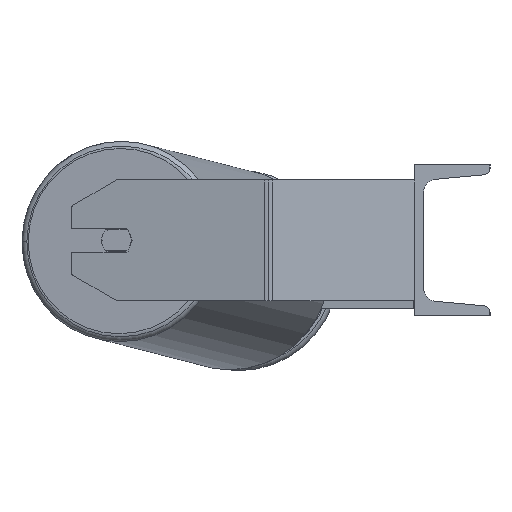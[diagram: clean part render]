
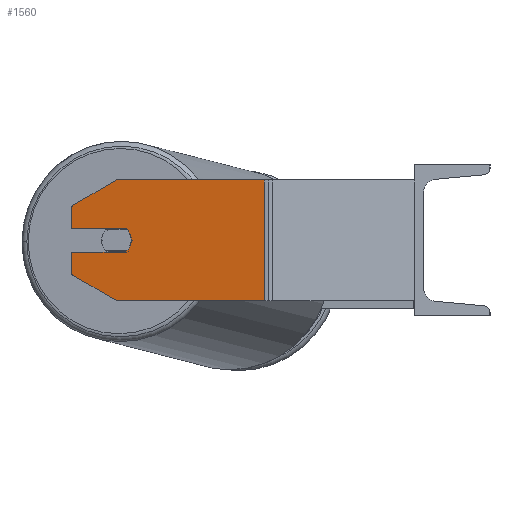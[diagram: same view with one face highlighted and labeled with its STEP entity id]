
A CAD part, left-side view. The second image highlights one B-rep face of the part: STEP entity #1560.
In plain terms, the highlighted planar face has unit normal (-0.985, 0.174, 0).
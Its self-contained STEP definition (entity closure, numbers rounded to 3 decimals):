
#297 = CARTESIAN_POINT ( 'NONE',  ( -684.267, 197.913, -40. ) ) ;
#492 = EDGE_CURVE ( 'NONE', #5476, #6783, #5949, .T. ) ;
#536 = LINE ( 'NONE', #625, #3034 ) ;
#562 = VERTEX_POINT ( 'NONE', #8875 ) ;
#617 = CARTESIAN_POINT ( 'NONE',  ( -685.309, 192.004, -8. ) ) ;
#625 = CARTESIAN_POINT ( 'NONE',  ( -684.267, 197.913, -40. ) ) ;
#664 = FACE_OUTER_BOUND ( 'NONE', #3392, .T. ) ;
#669 = DIRECTION ( 'NONE',  ( -0.985, 0.174, 0. ) ) ;
#897 = DIRECTION ( 'NONE',  ( 0., 0., -1. ) ) ;
#979 = CARTESIAN_POINT ( 'NONE',  ( -684.267, 197.913, 0. ) ) ;
#1121 = DIRECTION ( 'NONE',  ( -0.174, -0.985, 0. ) ) ;
#1139 = ORIENTED_EDGE ( 'NONE', *, *, #8635, .F. ) ;
#1418 = EDGE_CURVE ( 'NONE', #5476, #3043, #3952, .T. ) ;
#1526 = AXIS2_PLACEMENT_3D ( 'NONE', #979, #3851, #1121 ) ;
#1560 = ADVANCED_FACE ( 'NONE', ( #664 ), #2795, .F. ) ;
#1758 = AXIS2_PLACEMENT_3D ( 'NONE', #7026, #7720, #4364 ) ;
#1903 = EDGE_CURVE ( 'NONE', #2677, #3635, #7006, .T. ) ;
#1963 = DIRECTION ( 'NONE',  ( -0.15, -0.853, -0.5 ) ) ;
#2011 = CARTESIAN_POINT ( 'NONE',  ( -684.267, 197.913, 0. ) ) ;
#2062 = VECTOR ( 'NONE', #8889, 1000. ) ;
#2205 = CARTESIAN_POINT ( 'NONE',  ( -679.057, 227.457, 22.679 ) ) ;
#2258 = CARTESIAN_POINT ( 'NONE',  ( -679.057, 227.457, -40. ) ) ;
#2266 = CIRCLE ( 'NONE', #1526, 10. ) ;
#2301 = ORIENTED_EDGE ( 'NONE', *, *, #8413, .T. ) ;
#2607 = EDGE_CURVE ( 'NONE', #562, #7609, #6657, .T. ) ;
#2677 = VERTEX_POINT ( 'NONE', #297 ) ;
#2761 = EDGE_CURVE ( 'NONE', #8363, #2790, #6875, .T. ) ;
#2790 = VERTEX_POINT ( 'NONE', #3304 ) ;
#2795 = PLANE ( 'NONE',  #1758 ) ;
#2858 = DIRECTION ( 'NONE',  ( -0.174, -0.985, 0. ) ) ;
#3034 = VECTOR ( 'NONE', #1963, 1000. ) ;
#3043 = VERTEX_POINT ( 'NONE', #7303 ) ;
#3120 = DIRECTION ( 'NONE',  ( -0.174, -0.985, 0. ) ) ;
#3256 = EDGE_CURVE ( 'NONE', #7609, #3635, #5736, .T. ) ;
#3276 = VERTEX_POINT ( 'NONE', #8461 ) ;
#3304 = CARTESIAN_POINT ( 'NONE',  ( -685.309, 192.004, 8. ) ) ;
#3392 = EDGE_LOOP ( 'NONE', ( #4426, #4632, #4959, #7174, #7989, #6886, #2301, #1139, #6769, #5255, #4669 ) ) ;
#3442 = DIRECTION ( 'NONE',  ( -0.174, -0.985, 0. ) ) ;
#3603 = CARTESIAN_POINT ( 'NONE',  ( -679.057, 227.457, 8. ) ) ;
#3608 = LINE ( 'NONE', #3703, #6276 ) ;
#3634 = CARTESIAN_POINT ( 'NONE',  ( -686.003, 188.065, 0. ) ) ;
#3635 = VERTEX_POINT ( 'NONE', #9061 ) ;
#3640 = LINE ( 'NONE', #2205, #7108 ) ;
#3703 = CARTESIAN_POINT ( 'NONE',  ( -679.057, 227.457, 8. ) ) ;
#3851 = DIRECTION ( 'NONE',  ( -0.985, 0.174, 0. ) ) ;
#3952 = LINE ( 'NONE', #617, #2062 ) ;
#4306 = DIRECTION ( 'NONE',  ( 0., 0., -1. ) ) ;
#4364 = DIRECTION ( 'NONE',  ( 0.174, 0.985, 0. ) ) ;
#4426 = ORIENTED_EDGE ( 'NONE', *, *, #492, .T. ) ;
#4577 = DIRECTION ( 'NONE',  ( 0., 0., -1. ) ) ;
#4632 = ORIENTED_EDGE ( 'NONE', *, *, #8208, .T. ) ;
#4669 = ORIENTED_EDGE ( 'NONE', *, *, #1418, .F. ) ;
#4694 = CARTESIAN_POINT ( 'NONE',  ( -679.057, 227.457, 40. ) ) ;
#4959 = ORIENTED_EDGE ( 'NONE', *, *, #1903, .T. ) ;
#5025 = DIRECTION ( 'NONE',  ( 0.15, 0.853, -0.5 ) ) ;
#5113 = LINE ( 'NONE', #5284, #6421 ) ;
#5255 = ORIENTED_EDGE ( 'NONE', *, *, #6795, .F. ) ;
#5284 = CARTESIAN_POINT ( 'NONE',  ( -679.057, 227.457, 40. ) ) ;
#5476 = VERTEX_POINT ( 'NONE', #7976 ) ;
#5522 = VERTEX_POINT ( 'NONE', #3603 ) ;
#5643 = CARTESIAN_POINT ( 'NONE',  ( -701.592, 99.656, 40. ) ) ;
#5736 = LINE ( 'NONE', #5643, #6993 ) ;
#5949 = LINE ( 'NONE', #8689, #8237 ) ;
#6241 = EDGE_CURVE ( 'NONE', #562, #3276, #3640, .T. ) ;
#6276 = VECTOR ( 'NONE', #8685, 1000. ) ;
#6421 = VECTOR ( 'NONE', #897, 1000. ) ;
#6434 = AXIS2_PLACEMENT_3D ( 'NONE', #2011, #669, #3442 ) ;
#6657 = LINE ( 'NONE', #4694, #8657 ) ;
#6769 = ORIENTED_EDGE ( 'NONE', *, *, #2761, .F. ) ;
#6783 = VERTEX_POINT ( 'NONE', #7346 ) ;
#6795 = EDGE_CURVE ( 'NONE', #3043, #8363, #2266, .T. ) ;
#6875 = CIRCLE ( 'NONE', #6434, 10. ) ;
#6886 = ORIENTED_EDGE ( 'NONE', *, *, #6241, .T. ) ;
#6993 = VECTOR ( 'NONE', #4306, 1000. ) ;
#7006 = LINE ( 'NONE', #2258, #7221 ) ;
#7026 = CARTESIAN_POINT ( 'NONE',  ( -679.057, 227.457, 40. ) ) ;
#7108 = VECTOR ( 'NONE', #5025, 1000. ) ;
#7174 = ORIENTED_EDGE ( 'NONE', *, *, #3256, .F. ) ;
#7221 = VECTOR ( 'NONE', #2858, 1000. ) ;
#7284 = CARTESIAN_POINT ( 'NONE',  ( -701.592, 99.656, 40. ) ) ;
#7303 = CARTESIAN_POINT ( 'NONE',  ( -685.309, 192.004, -8. ) ) ;
#7346 = CARTESIAN_POINT ( 'NONE',  ( -679.057, 227.457, -22.679 ) ) ;
#7609 = VERTEX_POINT ( 'NONE', #7284 ) ;
#7720 = DIRECTION ( 'NONE',  ( 0.985, -0.174, 0. ) ) ;
#7976 = CARTESIAN_POINT ( 'NONE',  ( -679.057, 227.457, -8. ) ) ;
#7989 = ORIENTED_EDGE ( 'NONE', *, *, #2607, .F. ) ;
#8208 = EDGE_CURVE ( 'NONE', #6783, #2677, #536, .T. ) ;
#8237 = VECTOR ( 'NONE', #4577, 1000. ) ;
#8363 = VERTEX_POINT ( 'NONE', #3634 ) ;
#8413 = EDGE_CURVE ( 'NONE', #3276, #5522, #5113, .T. ) ;
#8461 = CARTESIAN_POINT ( 'NONE',  ( -679.057, 227.457, 22.679 ) ) ;
#8635 = EDGE_CURVE ( 'NONE', #2790, #5522, #3608, .T. ) ;
#8657 = VECTOR ( 'NONE', #3120, 1000. ) ;
#8685 = DIRECTION ( 'NONE',  ( 0.174, 0.985, 0. ) ) ;
#8689 = CARTESIAN_POINT ( 'NONE',  ( -679.057, 227.457, 40. ) ) ;
#8875 = CARTESIAN_POINT ( 'NONE',  ( -684.267, 197.913, 40. ) ) ;
#8889 = DIRECTION ( 'NONE',  ( -0.174, -0.985, 0. ) ) ;
#9061 = CARTESIAN_POINT ( 'NONE',  ( -701.592, 99.656, -40. ) ) ;
